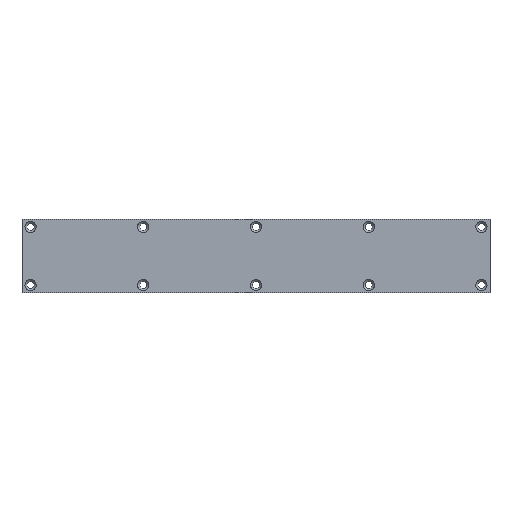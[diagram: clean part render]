
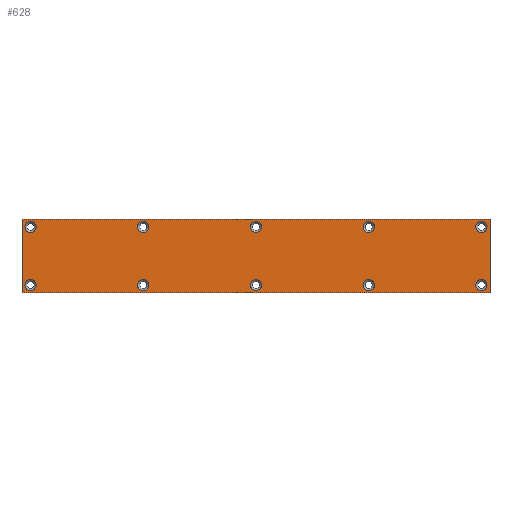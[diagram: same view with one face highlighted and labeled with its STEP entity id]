
A CAD part, top view. The second image highlights one B-rep face of the part: STEP entity #628.
In plain terms, the highlighted planar face has unit normal (0, 0, 1).
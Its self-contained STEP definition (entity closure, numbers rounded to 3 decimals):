
#133=DIRECTION('',(0.,-1.,0.));
#134=VECTOR('',#133,30.);
#135=CARTESIAN_POINT('',(-95.,15.,0.8));
#136=LINE('',#135,#134);
#137=DIRECTION('',(-1.,0.,0.));
#138=VECTOR('',#137,190.);
#139=CARTESIAN_POINT('',(95.,15.,0.8));
#140=LINE('',#139,#138);
#141=DIRECTION('',(0.,1.,0.));
#142=VECTOR('',#141,30.);
#143=CARTESIAN_POINT('',(95.,-15.,0.8));
#144=LINE('',#143,#142);
#145=DIRECTION('',(1.,0.,0.));
#146=VECTOR('',#145,190.);
#147=CARTESIAN_POINT('',(-95.,-15.,0.8));
#148=LINE('',#147,#146);
#149=CARTESIAN_POINT('',(-91.5,-11.8,0.8));
#150=DIRECTION('',(0.,0.,-1.));
#151=DIRECTION('',(1.,0.,0.));
#152=AXIS2_PLACEMENT_3D('',#149,#150,#151);
#154=CARTESIAN_POINT('',(-91.5,-11.8,0.8));
#155=DIRECTION('',(0.,0.,-1.));
#156=DIRECTION('',(-1.,0.,0.));
#157=AXIS2_PLACEMENT_3D('',#154,#155,#156);
#159=CARTESIAN_POINT('',(-91.5,11.8,0.8));
#160=DIRECTION('',(0.,0.,-1.));
#161=DIRECTION('',(1.,0.,0.));
#162=AXIS2_PLACEMENT_3D('',#159,#160,#161);
#164=CARTESIAN_POINT('',(-91.5,11.8,0.8));
#165=DIRECTION('',(0.,0.,-1.));
#166=DIRECTION('',(-1.,0.,0.));
#167=AXIS2_PLACEMENT_3D('',#164,#165,#166);
#169=CARTESIAN_POINT('',(-45.75,11.8,0.8));
#170=DIRECTION('',(0.,0.,-1.));
#171=DIRECTION('',(-1.,0.,0.));
#172=AXIS2_PLACEMENT_3D('',#169,#170,#171);
#174=CARTESIAN_POINT('',(-45.75,11.8,0.8));
#175=DIRECTION('',(0.,0.,-1.));
#176=DIRECTION('',(1.,0.,0.));
#177=AXIS2_PLACEMENT_3D('',#174,#175,#176);
#179=CARTESIAN_POINT('',(-45.75,-11.8,0.8));
#180=DIRECTION('',(0.,0.,-1.));
#181=DIRECTION('',(1.,0.,0.));
#182=AXIS2_PLACEMENT_3D('',#179,#180,#181);
#184=CARTESIAN_POINT('',(-45.75,-11.8,0.8));
#185=DIRECTION('',(0.,0.,-1.));
#186=DIRECTION('',(-1.,0.,0.));
#187=AXIS2_PLACEMENT_3D('',#184,#185,#186);
#189=CARTESIAN_POINT('',(0.,-11.8,0.8));
#190=DIRECTION('',(0.,0.,-1.));
#191=DIRECTION('',(1.,0.,0.));
#192=AXIS2_PLACEMENT_3D('',#189,#190,#191);
#194=CARTESIAN_POINT('',(0.,-11.8,0.8));
#195=DIRECTION('',(0.,0.,-1.));
#196=DIRECTION('',(-1.,0.,0.));
#197=AXIS2_PLACEMENT_3D('',#194,#195,#196);
#199=CARTESIAN_POINT('',(0.,11.8,0.8));
#200=DIRECTION('',(0.,0.,-1.));
#201=DIRECTION('',(-1.,0.,0.));
#202=AXIS2_PLACEMENT_3D('',#199,#200,#201);
#204=CARTESIAN_POINT('',(0.,11.8,0.8));
#205=DIRECTION('',(0.,0.,-1.));
#206=DIRECTION('',(1.,0.,0.));
#207=AXIS2_PLACEMENT_3D('',#204,#205,#206);
#209=CARTESIAN_POINT('',(45.75,11.8,0.8));
#210=DIRECTION('',(0.,0.,-1.));
#211=DIRECTION('',(-1.,0.,0.));
#212=AXIS2_PLACEMENT_3D('',#209,#210,#211);
#214=CARTESIAN_POINT('',(45.75,11.8,0.8));
#215=DIRECTION('',(0.,0.,-1.));
#216=DIRECTION('',(1.,0.,0.));
#217=AXIS2_PLACEMENT_3D('',#214,#215,#216);
#219=CARTESIAN_POINT('',(45.75,-11.8,0.8));
#220=DIRECTION('',(0.,0.,-1.));
#221=DIRECTION('',(1.,0.,0.));
#222=AXIS2_PLACEMENT_3D('',#219,#220,#221);
#224=CARTESIAN_POINT('',(45.75,-11.8,0.8));
#225=DIRECTION('',(0.,0.,-1.));
#226=DIRECTION('',(-1.,0.,0.));
#227=AXIS2_PLACEMENT_3D('',#224,#225,#226);
#229=CARTESIAN_POINT('',(91.5,-11.8,0.8));
#230=DIRECTION('',(0.,0.,-1.));
#231=DIRECTION('',(1.,0.,0.));
#232=AXIS2_PLACEMENT_3D('',#229,#230,#231);
#234=CARTESIAN_POINT('',(91.5,-11.8,0.8));
#235=DIRECTION('',(0.,0.,-1.));
#236=DIRECTION('',(-1.,0.,0.));
#237=AXIS2_PLACEMENT_3D('',#234,#235,#236);
#239=CARTESIAN_POINT('',(91.5,11.8,0.8));
#240=DIRECTION('',(0.,0.,-1.));
#241=DIRECTION('',(-1.,0.,0.));
#242=AXIS2_PLACEMENT_3D('',#239,#240,#241);
#244=CARTESIAN_POINT('',(91.5,11.8,0.8));
#245=DIRECTION('',(0.,0.,-1.));
#246=DIRECTION('',(1.,0.,0.));
#247=AXIS2_PLACEMENT_3D('',#244,#245,#246);
#337=CARTESIAN_POINT('',(-95.,15.,0.8));
#338=CARTESIAN_POINT('',(-95.,-15.,0.8));
#339=VERTEX_POINT('',#337);
#340=VERTEX_POINT('',#338);
#341=CARTESIAN_POINT('',(95.,-15.,0.8));
#342=VERTEX_POINT('',#341);
#343=CARTESIAN_POINT('',(95.,15.,0.8));
#344=VERTEX_POINT('',#343);
#345=CARTESIAN_POINT('',(89.2,-11.8,0.8));
#347=VERTEX_POINT('',#345);
#349=CARTESIAN_POINT('',(93.8,-11.8,0.8));
#351=VERTEX_POINT('',#349);
#353=CARTESIAN_POINT('',(-89.2,-11.8,0.8));
#354=CARTESIAN_POINT('',(-93.8,-11.8,0.8));
#355=VERTEX_POINT('',#353);
#356=VERTEX_POINT('',#354);
#361=CARTESIAN_POINT('',(-89.2,11.8,0.8));
#362=CARTESIAN_POINT('',(-93.8,11.8,0.8));
#363=VERTEX_POINT('',#361);
#364=VERTEX_POINT('',#362);
#369=CARTESIAN_POINT('',(-48.05,11.8,0.8));
#370=CARTESIAN_POINT('',(-43.45,11.8,0.8));
#371=VERTEX_POINT('',#369);
#372=VERTEX_POINT('',#370);
#377=CARTESIAN_POINT('',(-43.45,-11.8,0.8));
#378=CARTESIAN_POINT('',(-48.05,-11.8,0.8));
#379=VERTEX_POINT('',#377);
#380=VERTEX_POINT('',#378);
#385=CARTESIAN_POINT('',(2.3,-11.8,0.8));
#386=CARTESIAN_POINT('',(-2.3,-11.8,0.8));
#387=VERTEX_POINT('',#385);
#388=VERTEX_POINT('',#386);
#393=CARTESIAN_POINT('',(-2.3,11.8,0.8));
#394=CARTESIAN_POINT('',(2.3,11.8,0.8));
#395=VERTEX_POINT('',#393);
#396=VERTEX_POINT('',#394);
#401=CARTESIAN_POINT('',(43.45,11.8,0.8));
#402=CARTESIAN_POINT('',(48.05,11.8,0.8));
#403=VERTEX_POINT('',#401);
#404=VERTEX_POINT('',#402);
#409=CARTESIAN_POINT('',(48.05,-11.8,0.8));
#410=CARTESIAN_POINT('',(43.45,-11.8,0.8));
#411=VERTEX_POINT('',#409);
#412=VERTEX_POINT('',#410);
#417=CARTESIAN_POINT('',(89.2,11.8,0.8));
#418=CARTESIAN_POINT('',(93.8,11.8,0.8));
#419=VERTEX_POINT('',#417);
#420=VERTEX_POINT('',#418);
#557=CARTESIAN_POINT('',(0.,0.,0.8));
#558=DIRECTION('',(0.,0.,1.));
#559=DIRECTION('',(1.,0.,0.));
#560=AXIS2_PLACEMENT_3D('',#557,#558,#559);
#561=PLANE('',#560);
#562=ORIENTED_EDGE('',*,*,#509,.F.);
#563=ORIENTED_EDGE('',*,*,#524,.F.);
#564=ORIENTED_EDGE('',*,*,#538,.F.);
#565=ORIENTED_EDGE('',*,*,#551,.F.);
#566=EDGE_LOOP('',(#562,#563,#564,#565));
#567=FACE_OUTER_BOUND('',#566,.F.);
#569=ORIENTED_EDGE('',*,*,#568,.F.);
#571=ORIENTED_EDGE('',*,*,#570,.F.);
#572=EDGE_LOOP('',(#569,#571));
#573=FACE_BOUND('',#572,.F.);
#575=ORIENTED_EDGE('',*,*,#574,.F.);
#577=ORIENTED_EDGE('',*,*,#576,.F.);
#578=EDGE_LOOP('',(#575,#577));
#579=FACE_BOUND('',#578,.F.);
#581=ORIENTED_EDGE('',*,*,#580,.F.);
#583=ORIENTED_EDGE('',*,*,#582,.F.);
#584=EDGE_LOOP('',(#581,#583));
#585=FACE_BOUND('',#584,.F.);
#587=ORIENTED_EDGE('',*,*,#586,.F.);
#589=ORIENTED_EDGE('',*,*,#588,.F.);
#590=EDGE_LOOP('',(#587,#589));
#591=FACE_BOUND('',#590,.F.);
#593=ORIENTED_EDGE('',*,*,#592,.F.);
#595=ORIENTED_EDGE('',*,*,#594,.F.);
#596=EDGE_LOOP('',(#593,#595));
#597=FACE_BOUND('',#596,.F.);
#599=ORIENTED_EDGE('',*,*,#598,.F.);
#601=ORIENTED_EDGE('',*,*,#600,.F.);
#602=EDGE_LOOP('',(#599,#601));
#603=FACE_BOUND('',#602,.F.);
#605=ORIENTED_EDGE('',*,*,#604,.F.);
#607=ORIENTED_EDGE('',*,*,#606,.F.);
#608=EDGE_LOOP('',(#605,#607));
#609=FACE_BOUND('',#608,.F.);
#611=ORIENTED_EDGE('',*,*,#610,.F.);
#613=ORIENTED_EDGE('',*,*,#612,.F.);
#614=EDGE_LOOP('',(#611,#613));
#615=FACE_BOUND('',#614,.F.);
#617=ORIENTED_EDGE('',*,*,#616,.F.);
#619=ORIENTED_EDGE('',*,*,#618,.F.);
#620=EDGE_LOOP('',(#617,#619));
#621=FACE_BOUND('',#620,.F.);
#623=ORIENTED_EDGE('',*,*,#622,.F.);
#625=ORIENTED_EDGE('',*,*,#624,.F.);
#626=EDGE_LOOP('',(#623,#625));
#627=FACE_BOUND('',#626,.F.);
#153=CIRCLE('',#152,2.3);
#158=CIRCLE('',#157,2.3);
#163=CIRCLE('',#162,2.3);
#168=CIRCLE('',#167,2.3);
#173=CIRCLE('',#172,2.3);
#178=CIRCLE('',#177,2.3);
#183=CIRCLE('',#182,2.3);
#188=CIRCLE('',#187,2.3);
#193=CIRCLE('',#192,2.3);
#198=CIRCLE('',#197,2.3);
#203=CIRCLE('',#202,2.3);
#208=CIRCLE('',#207,2.3);
#213=CIRCLE('',#212,2.3);
#218=CIRCLE('',#217,2.3);
#223=CIRCLE('',#222,2.3);
#228=CIRCLE('',#227,2.3);
#233=CIRCLE('',#232,2.3);
#238=CIRCLE('',#237,2.3);
#243=CIRCLE('',#242,2.3);
#248=CIRCLE('',#247,2.3);
#509=EDGE_CURVE('',#339,#340,#136,.T.);
#524=EDGE_CURVE('',#344,#339,#140,.T.);
#538=EDGE_CURVE('',#342,#344,#144,.T.);
#551=EDGE_CURVE('',#340,#342,#148,.T.);
#568=EDGE_CURVE('',#355,#356,#153,.T.);
#570=EDGE_CURVE('',#356,#355,#158,.T.);
#574=EDGE_CURVE('',#363,#364,#163,.T.);
#576=EDGE_CURVE('',#364,#363,#168,.T.);
#580=EDGE_CURVE('',#371,#372,#173,.T.);
#582=EDGE_CURVE('',#372,#371,#178,.T.);
#586=EDGE_CURVE('',#379,#380,#183,.T.);
#588=EDGE_CURVE('',#380,#379,#188,.T.);
#592=EDGE_CURVE('',#387,#388,#193,.T.);
#594=EDGE_CURVE('',#388,#387,#198,.T.);
#598=EDGE_CURVE('',#395,#396,#203,.T.);
#600=EDGE_CURVE('',#396,#395,#208,.T.);
#604=EDGE_CURVE('',#403,#404,#213,.T.);
#606=EDGE_CURVE('',#404,#403,#218,.T.);
#610=EDGE_CURVE('',#411,#412,#223,.T.);
#612=EDGE_CURVE('',#412,#411,#228,.T.);
#616=EDGE_CURVE('',#351,#347,#233,.T.);
#618=EDGE_CURVE('',#347,#351,#238,.T.);
#622=EDGE_CURVE('',#419,#420,#243,.T.);
#624=EDGE_CURVE('',#420,#419,#248,.T.);
#628=ADVANCED_FACE('',(#567,#573,#579,#585,#591,#597,#603,#609,#615,#621,#627),
#561,.T.);
